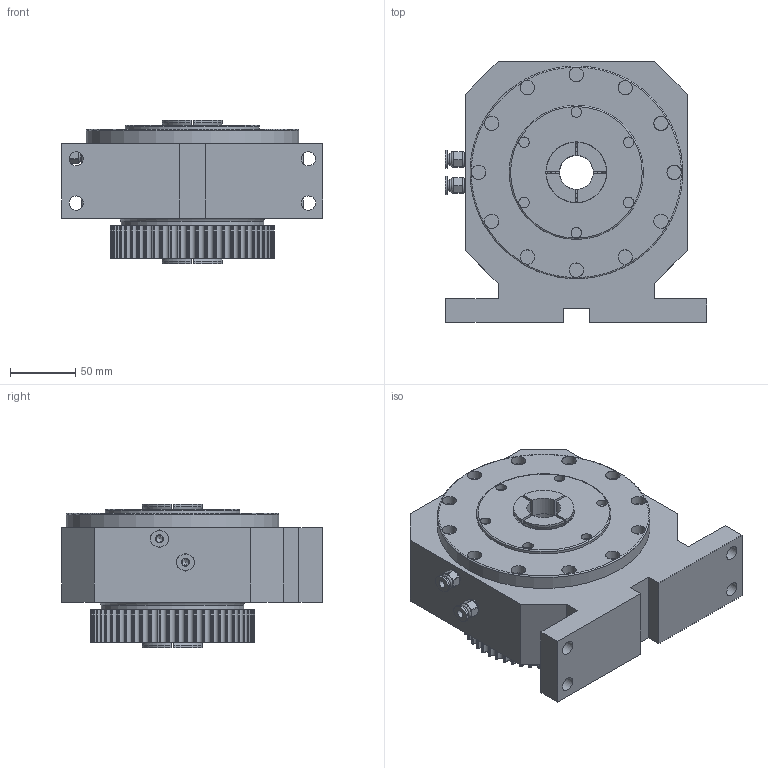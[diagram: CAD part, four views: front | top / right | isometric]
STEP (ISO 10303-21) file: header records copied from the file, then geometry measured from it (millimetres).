
FILE_DESCRIPTION (( 'STEP AP214' ), '1' );
FILE_NAME ('DRC-25+Í²¼Ð.STEP', '2024-10-24T02:14:02', ( '' ), ( '' ), 'SwSTEP 2.0', 'SolidWorks 2023', '' );
FILE_SCHEMA (( 'AUTOMOTIVE_DESIGN' ));
Length unit declared in the file: millimetre
Products named in the file (4): DRC-25 筒夹1; DRC-25+筒夹; DRC-25; DRC-25 筒夹2
Assembly tree (3 placements, depth 2):
  DRC-25+筒夹
    DRC-25
    DRC-25 筒夹1
    DRC-25 筒夹2
Bounding box: 200.5 x 200 x 110 mm (x, y, z)
Volume: 2322143.8 mm3; surface area: 221531.1 mm2
Topology: 6 solids, 6 shells, 643 faces, 1717 edges, 1040 vertices
Faces by surface type: cylinder 369, plane 154, bspline 50, cone 31, sphere 24, torus 15
Full cylindrical faces by diameter (mm): 5 x6, 6 x2, 6.6 x6, 6.8 x1, 8 x8, 8.8 x2, 9.5 x2, 10 x2, 11 x22, 26 x1, 32 x3, 38 x2, 39 x3, 40 x2, 60 x2, 82 x1, 103 x1, 109.3 x1, 110.3 x1, 163 x1
Entity records: 27223 total; most frequent: CARTESIAN_POINT 5333, DIRECTION 3494, ORIENTED_EDGE 3010, EDGE_CURVE 1505, AXIS2_PLACEMENT_3D 1474, VERTEX_POINT 993, CIRCLE 875, EDGE_LOOP 794
